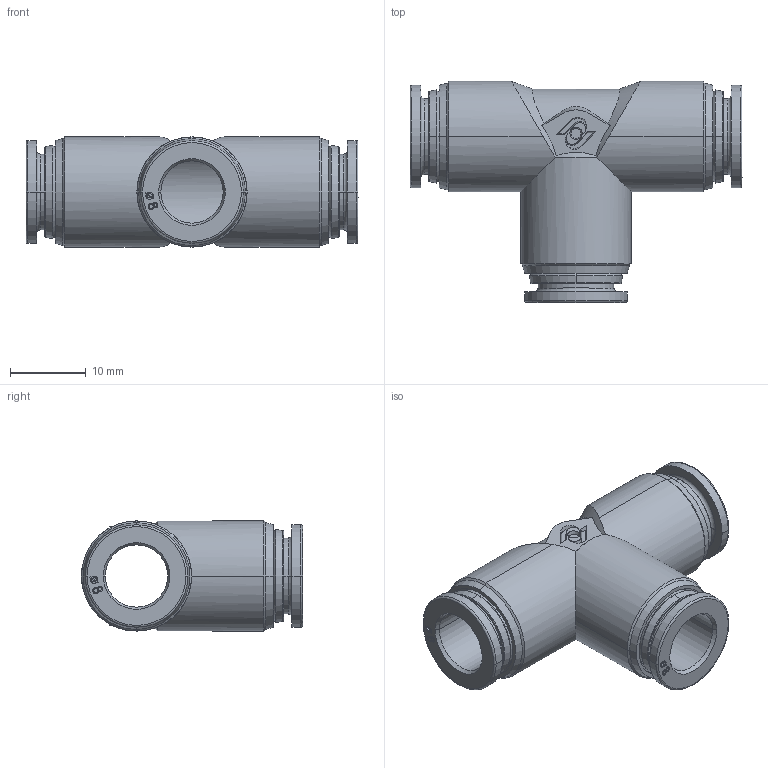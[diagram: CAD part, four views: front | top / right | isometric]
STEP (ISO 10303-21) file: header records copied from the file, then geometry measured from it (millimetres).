
FILE_DESCRIPTION (( 'STEP AP214' ), '1' );
FILE_NAME ('5923000003A.STEP', '2016-05-13T12:13:21', ( '' ), ( '' ), 'SwSTEP 2.0', 'SolidWorks 2016', '' );
FILE_SCHEMA (( 'AUTOMOTIVE_DESIGN' ));
Length unit declared in the file: millimetre
Products named in the file (1): 5923000003A
Bounding box: 43.7 x 29.1 x 14.5 mm (x, y, z)
Surface area: 4263.4 mm2 (no closed solid volume)
Topology: 0 solids, 7 shells, 271 faces, 718 edges, 474 vertices
Faces by surface type: bspline 94, plane 76, cone 46, cylinder 37, torus 18
Entity records: 16496 total; most frequent: CARTESIAN_POINT 7434, ORIENTED_EDGE 1362, DIRECTION 986, EDGE_CURVE 718, VERTEX_POINT 474, AXIS2_PLACEMENT_3D 350, EDGE_LOOP 310, LINE 286
